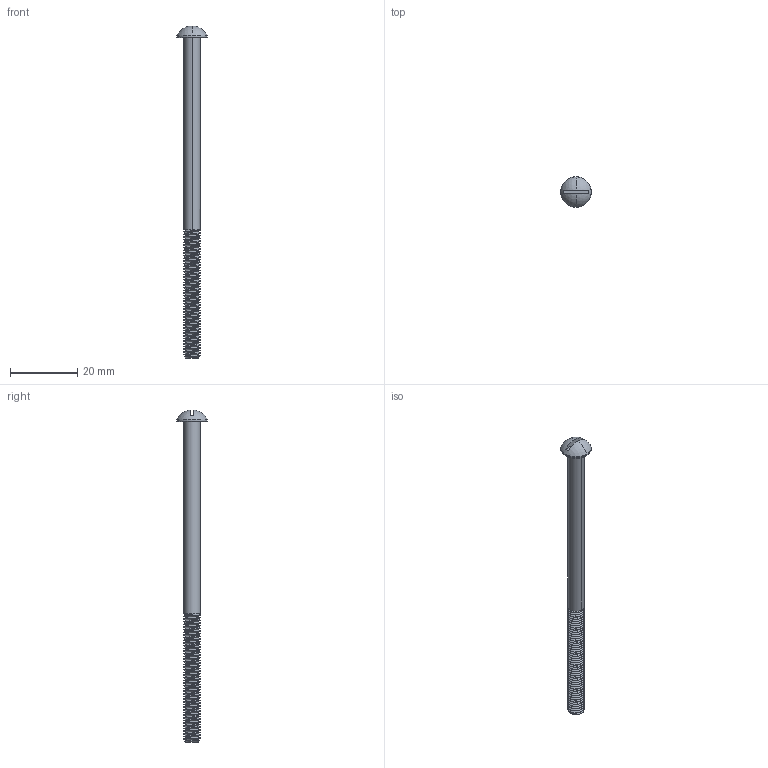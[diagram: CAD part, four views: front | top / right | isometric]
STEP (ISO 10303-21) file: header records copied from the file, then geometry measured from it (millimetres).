
FILE_DESCRIPTION (( 'STEP AP214' ), '1' );
FILE_NAME ('RSL 10-32 x 3.75.step', '2018-12-21T19:58:09', ( '' ), ( '' ), 'SwSTEP 2.0', 'SolidWorks 2018', '' );
FILE_SCHEMA (( 'AUTOMOTIVE_DESIGN' ));
Length unit declared in the file: inch
Products named in the file (1): RSL 10-32 x 3.75
Bounding box: 9.12 x 9.12 x 98.7 mm (x, y, z)
Volume: 1739.1 mm3; surface area: 1975.7 mm2
Topology: 1 solids, 1 shells, 115 faces, 428 edges, 316 vertices
Faces by surface type: cylinder 98, plane 6, torus 4, bspline 3, cone 2, sphere 2
Entity records: 25114 total; most frequent: CARTESIAN_POINT 22092, ORIENTED_EDGE 856, EDGE_CURVE 428, DIRECTION 390, VERTEX_POINT 316, B_SPLINE_CURVE_WITH_KNOTS 150, AXIS2_PLACEMENT_3D 144, EDGE_LOOP 116
